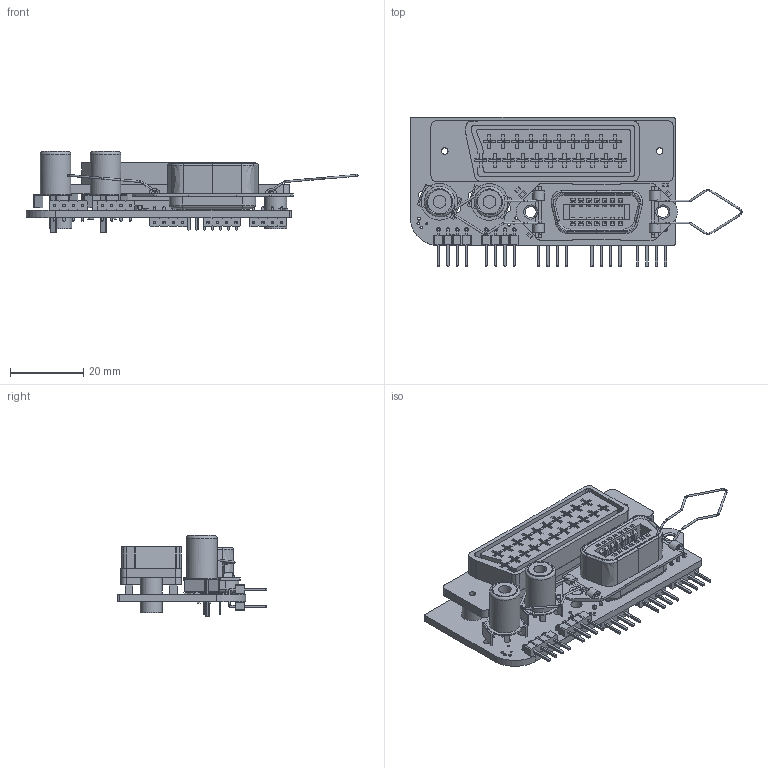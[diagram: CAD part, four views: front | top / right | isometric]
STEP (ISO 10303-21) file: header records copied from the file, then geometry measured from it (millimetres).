
FILE_DESCRIPTION(('FreeCAD Model'),'2;1');
FILE_NAME('Open CASCADE Shape Model','2022-07-26T00:21:09',('Doomn00b'), (''),'Open CASCADE STEP processor 7.6','FreeCAD','Unknown');
FILE_SCHEMA(('AUTOMOTIVE_DESIGN { 1 0 10303 214 1 1 1 1 }'));
Length unit declared in the file: millimetre
Products named in the file (38): ultra-AV; Board_Geoms_ecc4; Local_CS_ecc4; Pcb_ecc4; Step_Models_ecc4; Top_ecc4; R12_R_0603_1608Metric_fea975d0d3e0; J5_PinHeader_1x04_P254mm_Horizontal_92fba9bb2b89; J9_Norcomp_111_014_213L001_9b66603eb921; Plastic-insert; chassis-metal; pins-top; base-pin; pins-bot007; pins-bot; pins-bot001; pins-bot002; pins-bot003; pins-bot004; pins-bot005; pins-bot006; Handles; Handle Left; Handle Right; J11_TC_1578891_scart_58c3af9e474b; Plastic-body; top-pins; pin-top; Array001; Pin-bot; C100_C_0805_2012Metric_50f9677266a3; RCA-RED; Body; Red inset; RCA-White; Body002; White inset; Bot_ecc4
Assembly tree (71 placements, depth 6):
  ultra-AV
    Board_Geoms_ecc4
      Local_CS_ecc4
      Pcb_ecc4
    Step_Models_ecc4
      Top_ecc4
        R12_R_0603_1608Metric_fea975d0d3e0  x4
        J5_PinHeader_1x04_P254mm_Horizontal_92fba9bb2b89  x2
        J9_Norcomp_111_014_213L001_9b66603eb921
          Plastic-insert
          chassis-metal
          pins-top
            base-pin  x7
          pins-bot007
            pins-bot
            pins-bot001
            pins-bot002
            pins-bot003
            pins-bot004
            pins-bot005
            pins-bot006
          Handles
            Handle Left
            Handle Right
        J11_TC_1578891_scart_58c3af9e474b
          Plastic-body
          top-pins
            pin-top  x10
          Array001
            Pin-bot  x11
        C100_C_0805_2012Metric_50f9677266a3
        RCA-RED
          Body
          Red inset
        RCA-White
          Body002
          White inset
      Bot_ecc4
        J5_PinHeader_1x04_P254mm_Horizontal_92fba9bb2b89  x3
        R12_R_0603_1608Metric_fea975d0d3e0  x2
Bounding box: 90.41 x 40.66 x 22.1 mm (x, y, z)
Volume: 17511.4 mm3; surface area: 24608 mm2
Topology: 57 solids, 57 shells, 3074 faces, 8154 edges, 5189 vertices
Faces by surface type: plane 2519, cylinder 463, revolution 50, torus 20, bspline 12, extrusion 10
Full cylindrical faces by diameter (mm): 0.5 x52, 0.8 x17, 1 x34, 1.3 x21, 1.7 x2, 1.8 x2, 2 x4, 3.05 x4, 3.5 x2, 6 x4, 6.54 x2, 6.6 x2, 8.3 x2
Entity records: 61005 total; most frequent: CARTESIAN_POINT 11626, ORIENTED_EDGE 9768, DIRECTION 9520, EDGE_CURVE 4884, VECTOR 3990, LINE 3980, VERTEX_POINT 3129, AXIS2_PLACEMENT_3D 2740
